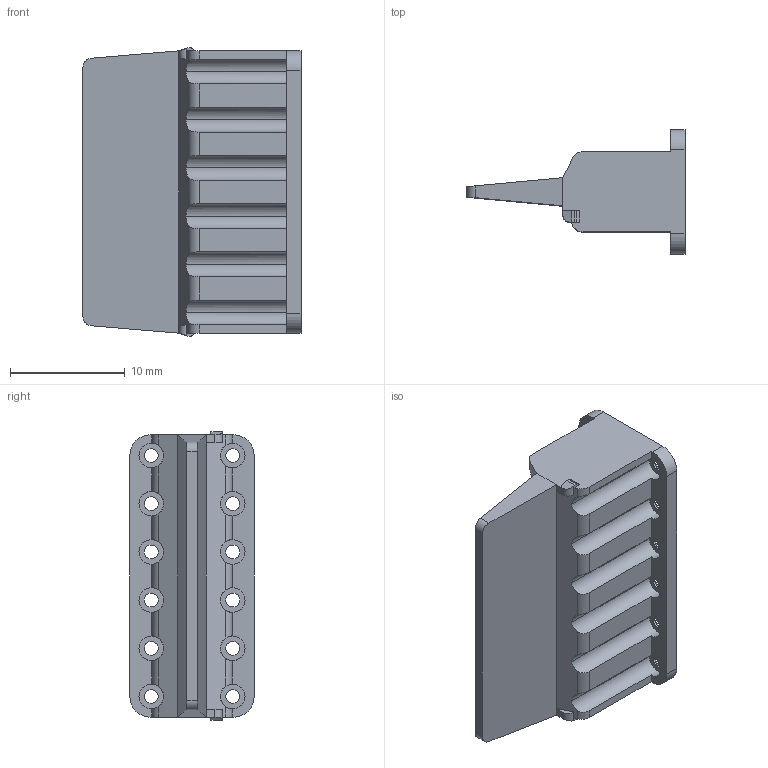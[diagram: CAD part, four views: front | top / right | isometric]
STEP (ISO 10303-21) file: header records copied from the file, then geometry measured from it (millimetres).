
FILE_DESCRIPTION((''),'2;1');
FILE_NAME('AWM-12S','2014-11-03T',('Orion.Li'),(''),'PRO/ENGINEER BY PARAMETRIC TECHNOLOGY CORPORATION, 2013230','PRO/ENGINEER BY PARAMETRIC TECHNOLOGY CORPORATION, 2013230','');
FILE_SCHEMA(('CONFIG_CONTROL_DESIGN'));
Length unit declared in the file: millimetre
Products named in the file (1): AWM-12S
Bounding box: 19 x 10.82 x 25.15 mm (x, y, z)
Volume: 1370.5 mm3; surface area: 2276.2 mm2
Topology: 1 solids, 1 shells, 186 faces, 492 edges, 312 vertices
Faces by surface type: cylinder 88, plane 74, cone 24
Entity records: 6158 total; most frequent: CARTESIAN_POINT 1492, ORIENTED_EDGE 984, DIRECTION 932, EDGE_CURVE 492, AXIS2_PLACEMENT_3D 324, VERTEX_POINT 312, VECTOR 284, LINE 284
